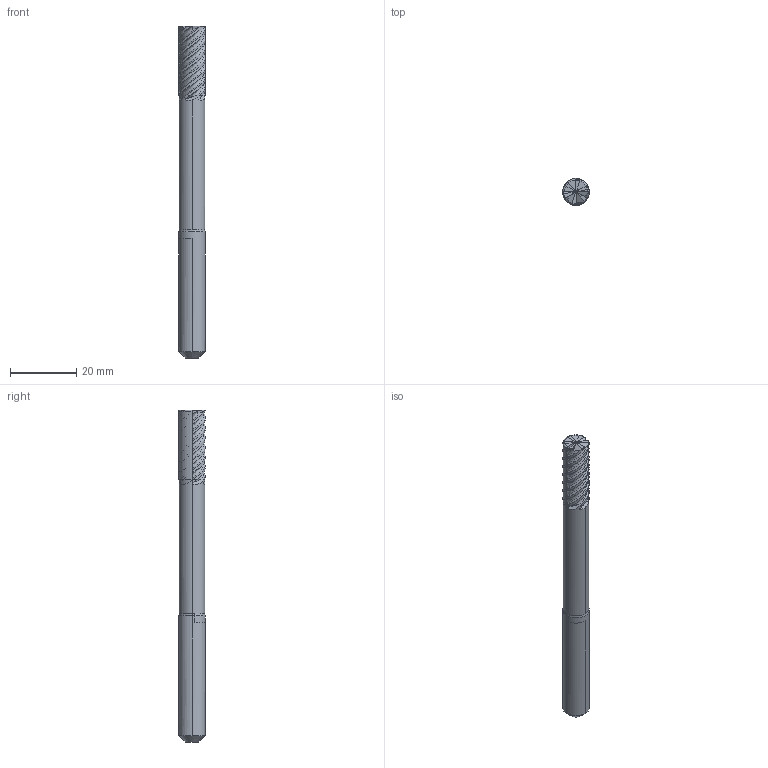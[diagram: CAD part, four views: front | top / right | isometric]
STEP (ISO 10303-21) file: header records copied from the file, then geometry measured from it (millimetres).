
FILE_DESCRIPTION((''),'2;1');
FILE_NAME('OPTIMILL_HARDENED_FINISH','2024-01-27T12:22:44',('venugopala'),(''),'CREO PARAMETRIC BY PTC INC, 2021184','CREO PARAMETRIC BY PTC INC, 2021184','');
FILE_SCHEMA(('AP242_MANAGED_MODEL_BASED_3D_ENGINEERING_MIM_LF { 1 0 10303 442 1 1 4 }'));
Length unit declared in the file: millimetre
Products named in the file (1): OPTIMILL_HARDENED_FINISH
Bounding box: 8 x 8 x 100 mm (x, y, z)
Volume: 4608.2 mm3; surface area: 3971.6 mm2
Topology: 1 solids, 3 shells, 90 faces, 345 edges, 301 vertices
Faces by surface type: plane 34, bspline 18, torus 16, cylinder 13, cone 9
Entity records: 14615 total; most frequent: CARTESIAN_POINT 10206, DIRECTION 748, ORIENTED_EDGE 502, AXIS2_PLACEMENT_3D 312, EDGE_CURVE 261, VERTEX_POINT 175, B_SPLINE_CURVE_WITH_KNOTS 158, CURVE_STYLE 142
